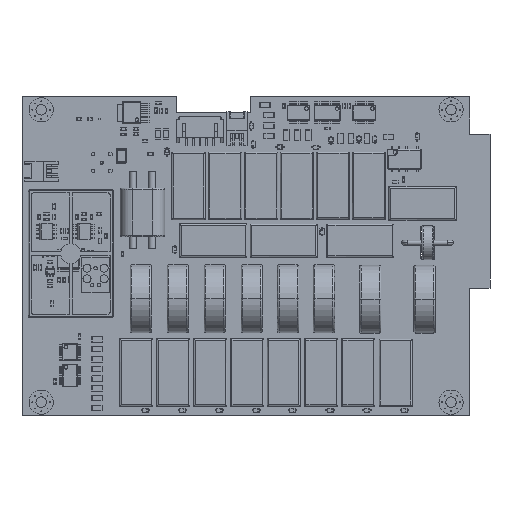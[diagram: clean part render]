
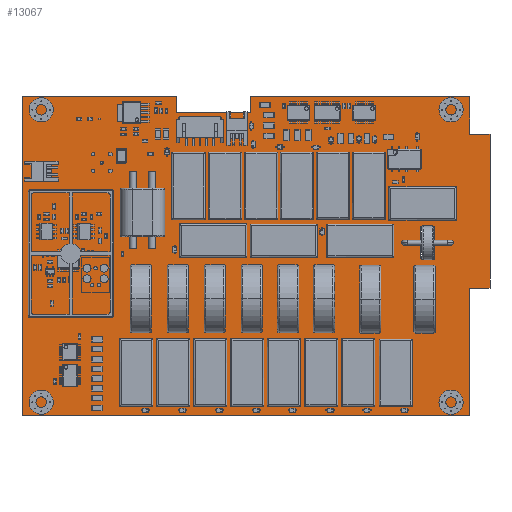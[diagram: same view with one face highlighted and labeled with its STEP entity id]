
A CAD part, top view. The second image highlights one B-rep face of the part: STEP entity #13067.
In plain terms, the highlighted planar face has unit normal (0, 0, 1).
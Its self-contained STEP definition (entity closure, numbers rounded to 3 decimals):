
#13067=ADVANCED_FACE('',(#24145,#24146,#24147,#24148,#24149,#24150,#24151,#24152,#24153),#24154,.T.);
#24145=FACE_BOUND('',#35460,.T.);
#24146=FACE_BOUND('',#35461,.T.);
#24147=FACE_BOUND('',#35462,.T.);
#24148=FACE_BOUND('',#35463,.T.);
#24149=FACE_BOUND('',#35464,.T.);
#24150=FACE_BOUND('',#35465,.T.);
#24151=FACE_BOUND('',#35466,.T.);
#24152=FACE_BOUND('',#35467,.T.);
#24153=FACE_OUTER_BOUND('',#35468,.T.);
#24154=PLANE('',#35469);
#35460=EDGE_LOOP('',(#58342));
#35461=EDGE_LOOP('',(#58343));
#35462=EDGE_LOOP('',(#58344));
#35463=EDGE_LOOP('',(#58345));
#35464=EDGE_LOOP('',(#58346));
#35465=EDGE_LOOP('',(#58347));
#35466=EDGE_LOOP('',(#58348));
#35467=EDGE_LOOP('',(#58349,#58350,#58351,#58352,#58353,#58354,#58355,#58356));
#35468=EDGE_LOOP('',(#58357,#58358,#58359,#58360,#58361,#58362,#58363,#58364,#58365,#58366,#58367,#58368,#58369));
#35469=AXIS2_PLACEMENT_3D('',#58370,#58371,#58372);
#58342=ORIENTED_EDGE('',*,*,#66719,.T.);
#58343=ORIENTED_EDGE('',*,*,#66722,.T.);
#58344=ORIENTED_EDGE('',*,*,#66725,.T.);
#58345=ORIENTED_EDGE('',*,*,#66728,.T.);
#58346=ORIENTED_EDGE('',*,*,#66731,.T.);
#58347=ORIENTED_EDGE('',*,*,#66734,.T.);
#58348=ORIENTED_EDGE('',*,*,#66737,.T.);
#58349=ORIENTED_EDGE('',*,*,#66757,.T.);
#58350=ORIENTED_EDGE('',*,*,#66761,.T.);
#58351=ORIENTED_EDGE('',*,*,#66765,.T.);
#58352=ORIENTED_EDGE('',*,*,#66769,.T.);
#58353=ORIENTED_EDGE('',*,*,#66740,.T.);
#58354=ORIENTED_EDGE('',*,*,#66745,.T.);
#58355=ORIENTED_EDGE('',*,*,#66749,.T.);
#58356=ORIENTED_EDGE('',*,*,#66753,.T.);
#58357=ORIENTED_EDGE('',*,*,#66772,.F.);
#58358=ORIENTED_EDGE('',*,*,#66773,.F.);
#58359=ORIENTED_EDGE('',*,*,#66774,.F.);
#58360=ORIENTED_EDGE('',*,*,#66775,.F.);
#58361=ORIENTED_EDGE('',*,*,#66776,.F.);
#58362=ORIENTED_EDGE('',*,*,#66777,.F.);
#58363=ORIENTED_EDGE('',*,*,#66778,.F.);
#58364=ORIENTED_EDGE('',*,*,#66779,.F.);
#58365=ORIENTED_EDGE('',*,*,#66780,.F.);
#58366=ORIENTED_EDGE('',*,*,#66781,.F.);
#58367=ORIENTED_EDGE('',*,*,#66782,.F.);
#58368=ORIENTED_EDGE('',*,*,#66783,.F.);
#58369=ORIENTED_EDGE('',*,*,#66784,.F.);
#58370=CARTESIAN_POINT('',(63.076,48.519,1.595));
#58371=DIRECTION('',(0.0,0.0,1.0));
#58372=DIRECTION('',(1.0,0.0,0.0));
#66719=EDGE_CURVE('',#78476,#78476,#78477,.T.);
#66722=EDGE_CURVE('',#78481,#78481,#78482,.T.);
#66725=EDGE_CURVE('',#78486,#78486,#78487,.T.);
#66728=EDGE_CURVE('',#78491,#78491,#78492,.T.);
#66731=EDGE_CURVE('',#78496,#78496,#78497,.T.);
#66734=EDGE_CURVE('',#78501,#78501,#78502,.T.);
#66737=EDGE_CURVE('',#78506,#78506,#78507,.T.);
#66740=EDGE_CURVE('',#78511,#78512,#78513,.T.);
#66745=EDGE_CURVE('',#78512,#78520,#78521,.T.);
#66749=EDGE_CURVE('',#78520,#78526,#78527,.T.);
#66753=EDGE_CURVE('',#78526,#78532,#78533,.T.);
#66757=EDGE_CURVE('',#78532,#78538,#78539,.T.);
#66761=EDGE_CURVE('',#78538,#78544,#78545,.T.);
#66765=EDGE_CURVE('',#78544,#78550,#78551,.T.);
#66769=EDGE_CURVE('',#78550,#78511,#78556,.T.);
#66772=EDGE_CURVE('',#78559,#78560,#78561,.T.);
#66773=EDGE_CURVE('',#78562,#78559,#78563,.T.);
#66774=EDGE_CURVE('',#78564,#78562,#78565,.T.);
#66775=EDGE_CURVE('',#78566,#78564,#78567,.T.);
#66776=EDGE_CURVE('',#78568,#78566,#78569,.T.);
#66777=EDGE_CURVE('',#78570,#78568,#78571,.T.);
#66778=EDGE_CURVE('',#78572,#78570,#78573,.T.);
#66779=EDGE_CURVE('',#78574,#78572,#78575,.T.);
#66780=EDGE_CURVE('',#78576,#78574,#78577,.T.);
#66781=EDGE_CURVE('',#78578,#78576,#78579,.T.);
#66782=EDGE_CURVE('',#78580,#78578,#78581,.T.);
#66783=EDGE_CURVE('',#78582,#78580,#78583,.T.);
#66784=EDGE_CURVE('',#78560,#78582,#78584,.T.);
#78476=VERTEX_POINT('',#95316);
#78477=CIRCLE('',#95317,0.5);
#78481=VERTEX_POINT('',#95321);
#78482=CIRCLE('',#95322,0.5);
#78486=VERTEX_POINT('',#95326);
#78487=CIRCLE('',#95327,1.2);
#78491=VERTEX_POINT('',#95331);
#78492=CIRCLE('',#95332,1.2);
#78496=VERTEX_POINT('',#95336);
#78497=CIRCLE('',#95337,0.5);
#78501=VERTEX_POINT('',#95341);
#78502=CIRCLE('',#95342,1.2);
#78506=VERTEX_POINT('',#95346);
#78507=CIRCLE('',#95347,1.2);
#78511=VERTEX_POINT('',#95351);
#78512=VERTEX_POINT('',#95352);
#78513=LINE('',#95353,#95354);
#78520=VERTEX_POINT('',#95364);
#78521=CIRCLE('',#95365,0.5);
#78526=VERTEX_POINT('',#95371);
#78527=LINE('',#95372,#95373);
#78532=VERTEX_POINT('',#95380);
#78533=CIRCLE('',#95381,0.5);
#78538=VERTEX_POINT('',#95387);
#78539=LINE('',#95388,#95389);
#78544=VERTEX_POINT('',#95396);
#78545=CIRCLE('',#95397,0.5);
#78550=VERTEX_POINT('',#95403);
#78551=LINE('',#95404,#95405);
#78556=CIRCLE('',#95412,0.5);
#78559=VERTEX_POINT('',#95415);
#78560=VERTEX_POINT('',#95416);
#78561=LINE('',#95417,#95418);
#78562=VERTEX_POINT('',#95419);
#78563=LINE('',#95420,#95421);
#78564=VERTEX_POINT('',#95422);
#78565=LINE('',#95423,#95424);
#78566=VERTEX_POINT('',#95425);
#78567=LINE('',#95426,#95427);
#78568=VERTEX_POINT('',#95428);
#78569=LINE('',#95429,#95430);
#78570=VERTEX_POINT('',#95431);
#78571=LINE('',#95432,#95433);
#78572=VERTEX_POINT('',#95434);
#78573=LINE('',#95435,#95436);
#78574=VERTEX_POINT('',#95437);
#78575=LINE('',#95438,#95439);
#78576=VERTEX_POINT('',#95440);
#78577=LINE('',#95441,#95442);
#78578=VERTEX_POINT('',#95443);
#78579=LINE('',#95444,#95445);
#78580=VERTEX_POINT('',#95446);
#78581=LINE('',#95447,#95448);
#78582=VERTEX_POINT('',#95449);
#78583=LINE('',#95450,#95451);
#78584=LINE('',#95452,#95453);
#95316=CARTESIAN_POINT('',(15.164,39.286,1.595));
#95317=AXIS2_PLACEMENT_3D('',#103387,#103388,#103389);
#95321=CARTESIAN_POINT('',(17.196,39.286,1.595));
#95322=AXIS2_PLACEMENT_3D('',#103393,#103394,#103395);
#95326=CARTESIAN_POINT('',(13.64,41.891,1.595));
#95327=AXIS2_PLACEMENT_3D('',#103399,#103400,#103401);
#95331=CARTESIAN_POINT('',(18.72,41.891,1.595));
#95332=AXIS2_PLACEMENT_3D('',#103405,#103406,#103407);
#95336=CARTESIAN_POINT('',(16.18,44.366,1.595));
#95337=AXIS2_PLACEMENT_3D('',#103411,#103412,#103413);
#95341=CARTESIAN_POINT('',(18.72,45.066,1.595));
#95342=AXIS2_PLACEMENT_3D('',#103417,#103418,#103419);
#95346=CARTESIAN_POINT('',(13.64,45.066,1.595));
#95347=AXIS2_PLACEMENT_3D('',#103423,#103424,#103425);
#95351=CARTESIAN_POINT('',(113.411,56.38,1.595));
#95352=CARTESIAN_POINT('',(116.713,56.38,1.595));
#95353=CARTESIAN_POINT('',(88.243,56.38,1.595));
#95354=VECTOR('',#103429,1.0);
#95364=CARTESIAN_POINT('',(117.213,55.88,1.595));
#95365=AXIS2_PLACEMENT_3D('',#103433,#103434,#103435);
#95371=CARTESIAN_POINT('',(117.213,46.99,1.595));
#95372=CARTESIAN_POINT('',(117.213,52.199,1.595));
#95373=VECTOR('',#103440,1.0);
#95380=CARTESIAN_POINT('',(116.713,46.49,1.595));
#95381=AXIS2_PLACEMENT_3D('',#103443,#103444,#103445);
#95387=CARTESIAN_POINT('',(113.411,46.49,1.595));
#95388=CARTESIAN_POINT('',(89.894,46.49,1.595));
#95389=VECTOR('',#103450,1.0);
#95396=CARTESIAN_POINT('',(112.911,46.99,1.595));
#95397=AXIS2_PLACEMENT_3D('',#103453,#103454,#103455);
#95403=CARTESIAN_POINT('',(112.911,55.88,1.595));
#95404=CARTESIAN_POINT('',(112.911,47.754,1.595));
#95405=VECTOR('',#103460,1.0);
#95412=AXIS2_PLACEMENT_3D('',#103463,#103464,#103465);
#95415=CARTESIAN_POINT('',(133.604,41.91,1.595));
#95416=CARTESIAN_POINT('',(133.604,37.846,1.595));
#95417=CARTESIAN_POINT('',(133.604,39.878,1.595));
#95418=VECTOR('',#103469,1.0);
#95419=CARTESIAN_POINT('',(133.604,83.693,1.595));
#95420=CARTESIAN_POINT('',(133.604,62.802,1.595));
#95421=VECTOR('',#103470,1.0);
#95422=CARTESIAN_POINT('',(127.635,83.693,1.595));
#95423=CARTESIAN_POINT('',(130.62,83.693,1.595));
#95424=VECTOR('',#103471,1.0);
#95425=CARTESIAN_POINT('',(127.635,95.0,1.595));
#95426=CARTESIAN_POINT('',(127.635,89.347,1.595));
#95427=VECTOR('',#103472,1.0);
#95428=CARTESIAN_POINT('',(62.357,95.0,1.595));
#95429=CARTESIAN_POINT('',(94.996,95.0,1.595));
#95430=VECTOR('',#103473,1.0);
#95431=CARTESIAN_POINT('',(62.357,90.17,1.595));
#95432=CARTESIAN_POINT('',(62.357,92.585,1.595));
#95433=VECTOR('',#103474,1.0);
#95434=CARTESIAN_POINT('',(40.259,90.17,1.595));
#95435=CARTESIAN_POINT('',(51.308,90.17,1.595));
#95436=VECTOR('',#103475,1.0);
#95437=CARTESIAN_POINT('',(40.259,95.0,1.595));
#95438=CARTESIAN_POINT('',(40.259,92.585,1.595));
#95439=VECTOR('',#103476,1.0);
#95440=CARTESIAN_POINT('',(-5.715,95.0,1.595));
#95441=CARTESIAN_POINT('',(17.272,95.0,1.595));
#95442=VECTOR('',#103477,1.0);
#95443=CARTESIAN_POINT('',(-5.715,0.0,1.595));
#95444=CARTESIAN_POINT('',(-5.715,47.5,1.595));
#95445=VECTOR('',#103478,1.0);
#95446=CARTESIAN_POINT('',(127.635,0.0,1.595));
#95447=CARTESIAN_POINT('',(60.96,0.0,1.595));
#95448=VECTOR('',#103479,1.0);
#95449=CARTESIAN_POINT('',(127.635,37.846,1.595));
#95450=CARTESIAN_POINT('',(127.635,18.923,1.595));
#95451=VECTOR('',#103480,1.0);
#95452=CARTESIAN_POINT('',(130.62,37.846,1.595));
#95453=VECTOR('',#103481,1.0);
#103387=CARTESIAN_POINT('',(15.164,38.786,1.595));
#103388=DIRECTION('',(0.0,0.0,-1.0));
#103389=DIRECTION('',(0.0,1.0,0.0));
#103393=CARTESIAN_POINT('',(17.196,38.786,1.595));
#103394=DIRECTION('',(0.0,0.0,-1.0));
#103395=DIRECTION('',(0.0,1.0,0.0));
#103399=CARTESIAN_POINT('',(13.64,40.691,1.595));
#103400=DIRECTION('',(0.0,0.0,-1.0));
#103401=DIRECTION('',(0.0,1.0,0.0));
#103405=CARTESIAN_POINT('',(18.72,40.691,1.595));
#103406=DIRECTION('',(0.0,0.0,-1.0));
#103407=DIRECTION('',(0.0,1.0,0.0));
#103411=CARTESIAN_POINT('',(16.18,43.866,1.595));
#103412=DIRECTION('',(0.0,0.0,-1.0));
#103413=DIRECTION('',(0.0,1.0,0.0));
#103417=CARTESIAN_POINT('',(18.72,43.866,1.595));
#103418=DIRECTION('',(0.0,0.0,-1.0));
#103419=DIRECTION('',(0.0,1.0,0.0));
#103423=CARTESIAN_POINT('',(13.64,43.866,1.595));
#103424=DIRECTION('',(0.0,0.0,-1.0));
#103425=DIRECTION('',(0.0,1.0,0.0));
#103429=DIRECTION('',(1.0,0.0,-0.0));
#103433=CARTESIAN_POINT('',(116.713,55.88,1.595));
#103434=DIRECTION('',(0.0,0.0,-1.0));
#103435=DIRECTION('',(0.0,1.0,0.0));
#103440=DIRECTION('',(0.0,-1.0,0.0));
#103443=CARTESIAN_POINT('',(116.713,46.99,1.595));
#103444=DIRECTION('',(0.0,0.0,-1.0));
#103445=DIRECTION('',(1.0,0.0,0.0));
#103450=DIRECTION('',(-1.0,0.0,0.0));
#103453=CARTESIAN_POINT('',(113.411,46.99,1.595));
#103454=DIRECTION('',(-0.0,-0.0,-1.0));
#103455=DIRECTION('',(0.0,-1.0,0.0));
#103460=DIRECTION('',(0.0,1.0,0.0));
#103463=CARTESIAN_POINT('',(113.411,55.88,1.595));
#103464=DIRECTION('',(-0.0,0.0,-1.0));
#103465=DIRECTION('',(-1.0,0.0,0.0));
#103469=DIRECTION('',(0.0,-1.0,0.0));
#103470=DIRECTION('',(0.0,-1.0,0.0));
#103471=DIRECTION('',(1.0,0.0,0.0));
#103472=DIRECTION('',(0.0,-1.0,0.0));
#103473=DIRECTION('',(1.0,0.0,0.0));
#103474=DIRECTION('',(0.0,1.0,0.0));
#103475=DIRECTION('',(1.0,0.0,0.0));
#103476=DIRECTION('',(0.0,-1.0,0.0));
#103477=DIRECTION('',(1.0,0.0,0.0));
#103478=DIRECTION('',(0.,1.0,0.0));
#103479=DIRECTION('',(-1.0,0.0,0.0));
#103480=DIRECTION('',(0.0,-1.0,0.0));
#103481=DIRECTION('',(-1.0,0.0,0.0));
